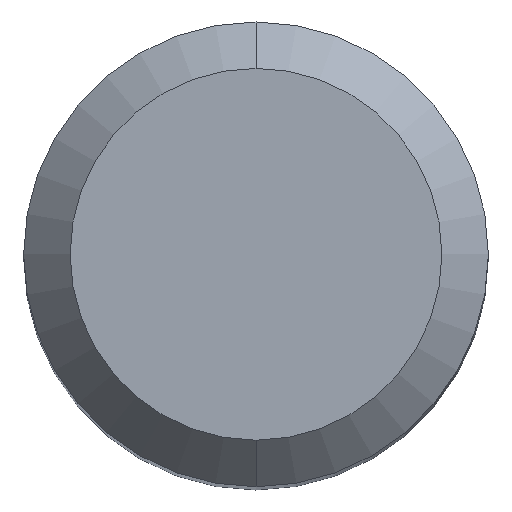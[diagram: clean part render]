
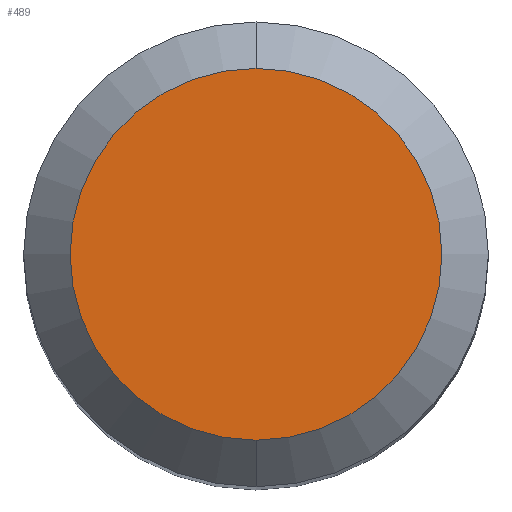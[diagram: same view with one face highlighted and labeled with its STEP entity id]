
A CAD part, top view. The second image highlights one B-rep face of the part: STEP entity #489.
In plain terms, the highlighted planar face has unit normal (0, 0, 1).
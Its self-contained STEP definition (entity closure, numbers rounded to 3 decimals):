
#20 = CIRCLE ( 'NONE', #341, 4. ) ;
#26 = AXIS2_PLACEMENT_3D ( 'NONE', #550, #502, #99 ) ;
#79 = DIRECTION ( 'NONE',  ( 0., 1., 0. ) ) ;
#99 = DIRECTION ( 'NONE',  ( 0., -1., 0. ) ) ;
#125 = CARTESIAN_POINT ( 'NONE',  ( 0., 0., 70. ) ) ;
#138 = ORIENTED_EDGE ( 'NONE', *, *, #317, .F. ) ;
#163 = CIRCLE ( 'NONE', #239, 4. ) ;
#171 = DIRECTION ( 'NONE',  ( 0., 1., 0. ) ) ;
#172 = EDGE_CURVE ( 'NONE', #439, #535, #20, .T. ) ;
#191 = PLANE ( 'NONE',  #26 ) ;
#235 = CARTESIAN_POINT ( 'NONE',  ( 0., 4., 70. ) ) ;
#239 = AXIS2_PLACEMENT_3D ( 'NONE', #125, #484, #171 ) ;
#298 = DIRECTION ( 'NONE',  ( 0., 0., -1. ) ) ;
#317 = EDGE_CURVE ( 'NONE', #535, #439, #163, .T. ) ;
#341 = AXIS2_PLACEMENT_3D ( 'NONE', #427, #298, #79 ) ;
#427 = CARTESIAN_POINT ( 'NONE',  ( 0., 0., 70. ) ) ;
#439 = VERTEX_POINT ( 'NONE', #490 ) ;
#467 = FACE_OUTER_BOUND ( 'NONE', #525, .T. ) ;
#484 = DIRECTION ( 'NONE',  ( 0., 0., -1. ) ) ;
#489 = ADVANCED_FACE ( 'NONE', ( #467 ), #191, .T. ) ;
#490 = CARTESIAN_POINT ( 'NONE',  ( 0., -4., 70. ) ) ;
#502 = DIRECTION ( 'NONE',  ( 0., 0., 1. ) ) ;
#525 = EDGE_LOOP ( 'NONE', ( #138, #566 ) ) ;
#535 = VERTEX_POINT ( 'NONE', #235 ) ;
#550 = CARTESIAN_POINT ( 'NONE',  ( 0., 0., 70. ) ) ;
#566 = ORIENTED_EDGE ( 'NONE', *, *, #172, .F. ) ;
